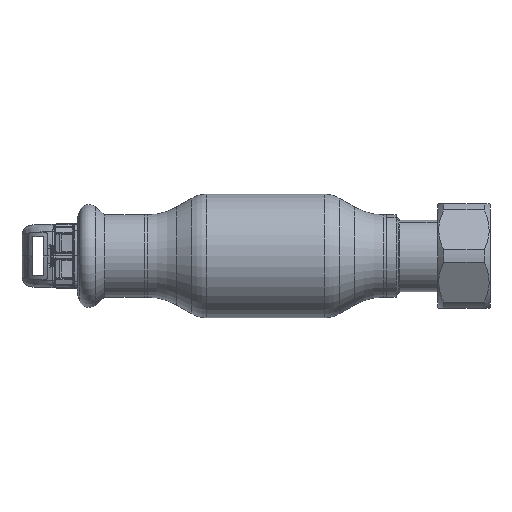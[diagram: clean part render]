
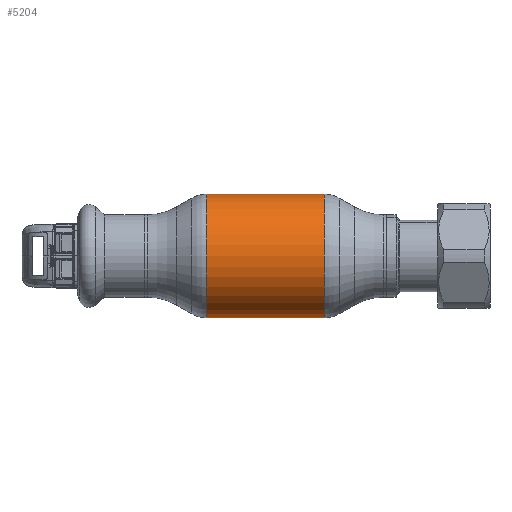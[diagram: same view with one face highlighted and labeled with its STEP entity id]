
A CAD part, front view. The second image highlights one B-rep face of the part: STEP entity #5204.
In plain terms, the highlighted cylindrical face has radius 19 mm (diameter 38 mm), a partial arc.
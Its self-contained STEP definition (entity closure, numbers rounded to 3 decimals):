
#1968 = VECTOR ( 'NONE', #20883, 1000. ) ;
#3069 = VERTEX_POINT ( 'NONE', #34196 ) ;
#5204 = ADVANCED_FACE ( 'NONE', ( #27690 ), #45268, .T. ) ;
#6186 = LINE ( 'NONE', #6579, #53042 ) ;
#6579 = CARTESIAN_POINT ( 'NONE',  ( -62.69, 0., 19. ) ) ;
#8134 = DIRECTION ( 'NONE',  ( 0., 0., 1. ) ) ;
#8513 = CIRCLE ( 'NONE', #26984, 19. ) ;
#11957 = DIRECTION ( 'NONE',  ( -1., 0., 0. ) ) ;
#15263 = EDGE_CURVE ( 'NONE', #18357, #52687, #8513, .T. ) ;
#18357 = VERTEX_POINT ( 'NONE', #30625 ) ;
#20883 = DIRECTION ( 'NONE',  ( -1., 0., 0. ) ) ;
#25611 = CARTESIAN_POINT ( 'NONE',  ( -62.69, 0., -19. ) ) ;
#25870 = ORIENTED_EDGE ( 'NONE', *, *, #50937, .T. ) ;
#26737 = EDGE_CURVE ( 'NONE', #3069, #39903, #57319, .T. ) ;
#26984 = AXIS2_PLACEMENT_3D ( 'NONE', #54550, #59722, #54329 ) ;
#27690 = FACE_OUTER_BOUND ( 'NONE', #39170, .T. ) ;
#27781 = AXIS2_PLACEMENT_3D ( 'NONE', #34983, #66858, #8134 ) ;
#30625 = CARTESIAN_POINT ( 'NONE',  ( 18.088, 0., -19. ) ) ;
#34196 = CARTESIAN_POINT ( 'NONE',  ( -18.088, 0., -19. ) ) ;
#34983 = CARTESIAN_POINT ( 'NONE',  ( -62.69, 0., 0. ) ) ;
#36152 = ORIENTED_EDGE ( 'NONE', *, *, #67725, .F. ) ;
#37553 = CARTESIAN_POINT ( 'NONE',  ( -18.088, 0., 19. ) ) ;
#37812 = CARTESIAN_POINT ( 'NONE',  ( -18.088, 0., 0. ) ) ;
#39170 = EDGE_LOOP ( 'NONE', ( #36152, #60505, #25870, #69073 ) ) ;
#39903 = VERTEX_POINT ( 'NONE', #37553 ) ;
#42872 = CARTESIAN_POINT ( 'NONE',  ( 18.088, 0., 19. ) ) ;
#45268 = CYLINDRICAL_SURFACE ( 'NONE', #27781, 19. ) ;
#50937 = EDGE_CURVE ( 'NONE', #52687, #39903, #6186, .T. ) ;
#52687 = VERTEX_POINT ( 'NONE', #42872 ) ;
#53042 = VECTOR ( 'NONE', #11957, 1000. ) ;
#54329 = DIRECTION ( 'NONE',  ( 0., 0., 1. ) ) ;
#54550 = CARTESIAN_POINT ( 'NONE',  ( 18.088, 0., 0. ) ) ;
#57319 = CIRCLE ( 'NONE', #57846, 19. ) ;
#57846 = AXIS2_PLACEMENT_3D ( 'NONE', #37812, #59842, #64978 ) ;
#59722 = DIRECTION ( 'NONE',  ( -1., 0., 0. ) ) ;
#59842 = DIRECTION ( 'NONE',  ( -1., 0., 0. ) ) ;
#60505 = ORIENTED_EDGE ( 'NONE', *, *, #15263, .T. ) ;
#64978 = DIRECTION ( 'NONE',  ( 0., 0., 1. ) ) ;
#66422 = LINE ( 'NONE', #25611, #1968 ) ;
#66858 = DIRECTION ( 'NONE',  ( -1., 0., 0. ) ) ;
#67725 = EDGE_CURVE ( 'NONE', #18357, #3069, #66422, .T. ) ;
#69073 = ORIENTED_EDGE ( 'NONE', *, *, #26737, .F. ) ;
